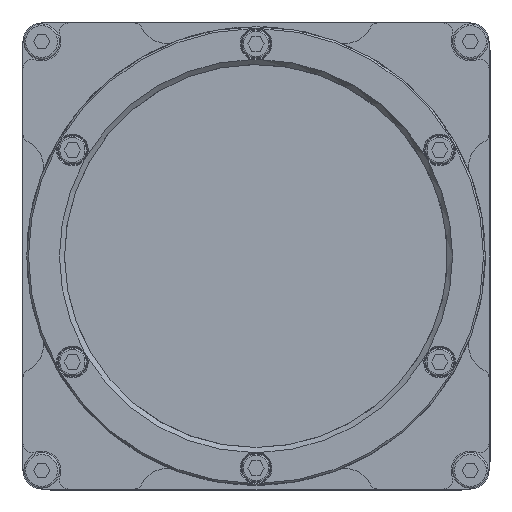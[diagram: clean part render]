
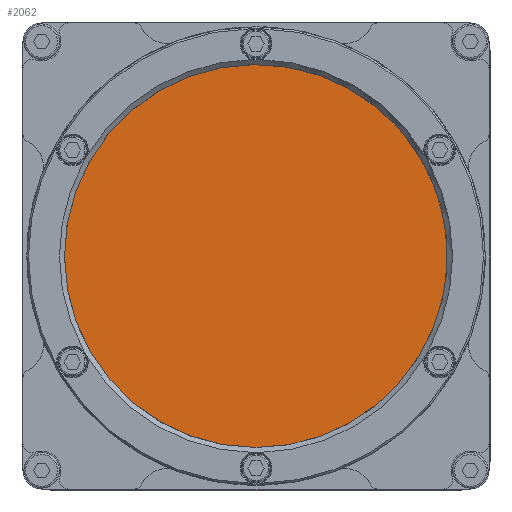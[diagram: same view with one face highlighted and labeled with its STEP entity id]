
A CAD part, left-side view. The second image highlights one B-rep face of the part: STEP entity #2062.
In plain terms, the highlighted planar face has unit normal (-1, 0, 0).
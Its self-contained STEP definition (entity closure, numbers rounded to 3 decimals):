
#2062 = ADVANCED_FACE( '', ( #4356 ), #4357, .T. );
#4356 = FACE_OUTER_BOUND( '', #6658, .T. );
#4357 = PLANE( '', #6659 );
#6658 = EDGE_LOOP( '', ( #12232 ) );
#6659 = AXIS2_PLACEMENT_3D( '', #12233, #12234, #12235 );
#12232 = ORIENTED_EDGE( '', *, *, #12470, .F. );
#12233 = CARTESIAN_POINT( '', ( 2.9, 20.459, 0. ) );
#12234 = DIRECTION( '', ( -1., 0., 0. ) );
#12235 = DIRECTION( '', ( 0., 0., 1. ) );
#12470 = EDGE_CURVE( '', #14665, #14665, #14666, .T. );
#14665 = VERTEX_POINT( '', #17889 );
#14666 = CIRCLE( '', #17890, 20.459 );
#17889 = CARTESIAN_POINT( '', ( 2.9, 0., -20.459 ) );
#17890 = AXIS2_PLACEMENT_3D( '', #22351, #22352, #22353 );
#22351 = CARTESIAN_POINT( '', ( 2.9, 0., 0. ) );
#22352 = DIRECTION( '', ( 1., 0., 0. ) );
#22353 = DIRECTION( '', ( 0., 0., -1. ) );
